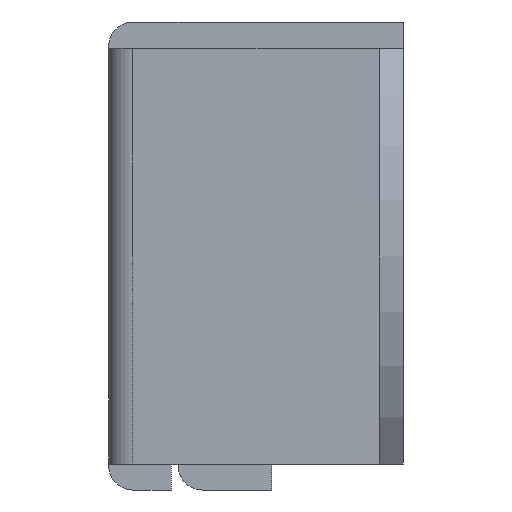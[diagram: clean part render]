
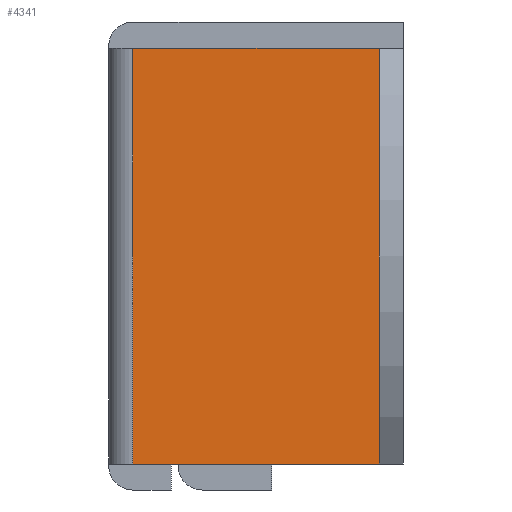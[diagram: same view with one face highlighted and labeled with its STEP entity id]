
A CAD part, left-side view. The second image highlights one B-rep face of the part: STEP entity #4341.
In plain terms, the highlighted planar face has unit normal (-1, 0, 0).
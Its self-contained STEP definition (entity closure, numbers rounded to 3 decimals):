
#1=DIRECTION('',(0.,-1.,0.));
#2=VECTOR('',#1,7.1);
#3=CARTESIAN_POINT('',(-15.2,7.8,0.));
#4=LINE('',#3,#2);
#34=DIRECTION('',(0.,0.,-1.));
#35=VECTOR('',#34,12.);
#36=CARTESIAN_POINT('',(-15.2,7.8,12.));
#37=LINE('',#36,#35);
#360=DIRECTION('',(0.,0.,1.));
#361=VECTOR('',#360,12.);
#362=CARTESIAN_POINT('',(-15.2,0.7,0.));
#363=LINE('',#362,#361);
#390=DIRECTION('',(0.,-1.,0.));
#391=VECTOR('',#390,7.1);
#392=CARTESIAN_POINT('',(-15.2,7.8,12.));
#393=LINE('',#392,#391);
#3017=CARTESIAN_POINT('',(-15.2,0.7,0.));
#3018=CARTESIAN_POINT('',(-15.2,0.7,12.));
#3019=VERTEX_POINT('',#3017);
#3020=VERTEX_POINT('',#3018);
#3161=CARTESIAN_POINT('',(-15.2,7.8,12.));
#3162=VERTEX_POINT('',#3161);
#3163=CARTESIAN_POINT('',(-15.2,7.8,0.));
#3164=VERTEX_POINT('',#3163);
#4329=CARTESIAN_POINT('',(-15.2,8.5,0.));
#4330=DIRECTION('',(-1.,0.,0.));
#4331=DIRECTION('',(0.,-1.,0.));
#4332=AXIS2_PLACEMENT_3D('',#4329,#4330,#4331);
#4333=PLANE('',#4332);
#4334=ORIENTED_EDGE('',*,*,#4030,.F.);
#4336=ORIENTED_EDGE('',*,*,#4335,.T.);
#4337=ORIENTED_EDGE('',*,*,#4316,.F.);
#4338=ORIENTED_EDGE('',*,*,#4004,.F.);
#4339=EDGE_LOOP('',(#4334,#4336,#4337,#4338));
#4340=FACE_OUTER_BOUND('',#4339,.F.);
#4341=ADVANCED_FACE('',(#4340),#4333,.T.);
#4004=EDGE_CURVE('',#3164,#3019,#4,.T.);
#4030=EDGE_CURVE('',#3162,#3164,#37,.T.);
#4316=EDGE_CURVE('',#3019,#3020,#363,.T.);
#4335=EDGE_CURVE('',#3162,#3020,#393,.T.);
